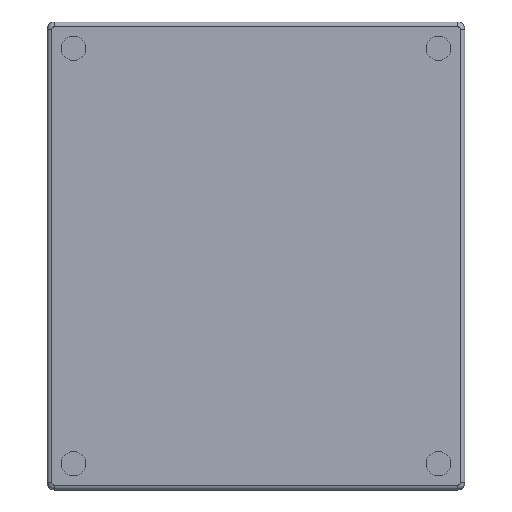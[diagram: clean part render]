
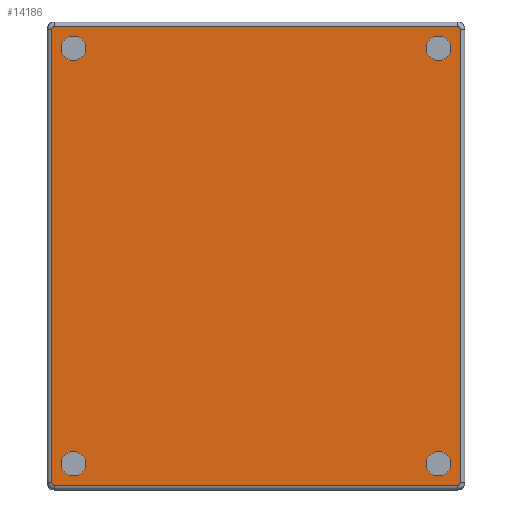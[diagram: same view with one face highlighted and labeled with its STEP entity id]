
A CAD part, front view. The second image highlights one B-rep face of the part: STEP entity #14186.
In plain terms, the highlighted planar face has unit normal (0, -1, 0).
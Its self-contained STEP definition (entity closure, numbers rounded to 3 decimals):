
#143=FACE_BOUND('',#2737,.T.);
#144=FACE_BOUND('',#2738,.T.);
#145=FACE_BOUND('',#2739,.T.);
#146=FACE_BOUND('',#2740,.T.);
#1060=CIRCLE('',#15476,21.);
#1062=CIRCLE('',#15480,21.);
#1064=CIRCLE('',#15484,21.);
#1066=CIRCLE('',#15488,21.);
#1068=CIRCLE('',#15491,4.5);
#1074=CIRCLE('',#15498,4.5);
#1078=CIRCLE('',#15503,4.5);
#1082=CIRCLE('',#15508,4.5);
#1853=FACE_OUTER_BOUND('',#2736,.T.);
#2736=EDGE_LOOP('',(#12267,#12268,#12269,#12270,#12271,#12272,#12273,#12274));
#2737=EDGE_LOOP('',(#12275));
#2738=EDGE_LOOP('',(#12276));
#2739=EDGE_LOOP('',(#12277));
#2740=EDGE_LOOP('',(#12278));
#4020=LINE('',#25877,#5299);
#4022=LINE('',#25897,#5301);
#4024=LINE('',#25917,#5303);
#4025=LINE('',#25933,#5304);
#5299=VECTOR('',#19341,10.);
#5301=VECTOR('',#19353,10.);
#5303=VECTOR('',#19365,10.);
#5304=VECTOR('',#19374,10.);
#6531=VERTEX_POINT('',#25830);
#6533=VERTEX_POINT('',#25837);
#6535=VERTEX_POINT('',#25844);
#6537=VERTEX_POINT('',#25851);
#6539=VERTEX_POINT('',#25865);
#6540=VERTEX_POINT('',#25867);
#6542=VERTEX_POINT('',#25873);
#6544=VERTEX_POINT('',#25887);
#6546=VERTEX_POINT('',#25893);
#6548=VERTEX_POINT('',#25907);
#6550=VERTEX_POINT('',#25913);
#6552=VERTEX_POINT('',#25927);
#8440=EDGE_CURVE('',#6531,#6531,#1060,.T.);
#8443=EDGE_CURVE('',#6533,#6533,#1062,.T.);
#8446=EDGE_CURVE('',#6535,#6535,#1064,.T.);
#8449=EDGE_CURVE('',#6537,#6537,#1066,.T.);
#8451=EDGE_CURVE('',#6539,#6540,#1068,.T.);
#8456=EDGE_CURVE('',#6540,#6542,#4020,.T.);
#8459=EDGE_CURVE('',#6542,#6544,#1074,.T.);
#8462=EDGE_CURVE('',#6544,#6546,#4022,.T.);
#8465=EDGE_CURVE('',#6546,#6548,#1078,.T.);
#8468=EDGE_CURVE('',#6548,#6550,#4024,.T.);
#8471=EDGE_CURVE('',#6550,#6552,#1082,.T.);
#8472=EDGE_CURVE('',#6552,#6539,#4025,.T.);
#12267=ORIENTED_EDGE('',*,*,#8451,.F.);
#12268=ORIENTED_EDGE('',*,*,#8472,.F.);
#12269=ORIENTED_EDGE('',*,*,#8471,.F.);
#12270=ORIENTED_EDGE('',*,*,#8468,.F.);
#12271=ORIENTED_EDGE('',*,*,#8465,.F.);
#12272=ORIENTED_EDGE('',*,*,#8462,.F.);
#12273=ORIENTED_EDGE('',*,*,#8459,.F.);
#12274=ORIENTED_EDGE('',*,*,#8456,.F.);
#12275=ORIENTED_EDGE('',*,*,#8440,.T.);
#12276=ORIENTED_EDGE('',*,*,#8443,.T.);
#12277=ORIENTED_EDGE('',*,*,#8446,.T.);
#12278=ORIENTED_EDGE('',*,*,#8449,.T.);
#12818=PLANE('',#15514);
#14186=ADVANCED_FACE('',(#1853,#143,#144,#145,#146),#12818,.F.);
#15476=AXIS2_PLACEMENT_3D('',#25832,#19297,#19298);
#15480=AXIS2_PLACEMENT_3D('',#25839,#19306,#19307);
#15484=AXIS2_PLACEMENT_3D('',#25846,#19315,#19316);
#15488=AXIS2_PLACEMENT_3D('',#25853,#19324,#19325);
#15491=AXIS2_PLACEMENT_3D('',#25868,#19330,#19331);
#15498=AXIS2_PLACEMENT_3D('',#25891,#19346,#19347);
#15503=AXIS2_PLACEMENT_3D('',#25911,#19358,#19359);
#15508=AXIS2_PLACEMENT_3D('',#25931,#19370,#19371);
#15514=AXIS2_PLACEMENT_3D('',#25944,#19389,#19390);
#19297=DIRECTION('center_axis',(0.,1.,0.));
#19298=DIRECTION('ref_axis',(-1.,0.,0.));
#19306=DIRECTION('center_axis',(0.,1.,0.));
#19307=DIRECTION('ref_axis',(-1.,0.,0.));
#19315=DIRECTION('center_axis',(0.,1.,0.));
#19316=DIRECTION('ref_axis',(-1.,0.,0.));
#19324=DIRECTION('center_axis',(0.,1.,0.));
#19325=DIRECTION('ref_axis',(-1.,0.,0.));
#19330=DIRECTION('center_axis',(0.,1.,0.));
#19331=DIRECTION('ref_axis',(-0.707,0.,0.707));
#19341=DIRECTION('',(1.,0.,0.));
#19346=DIRECTION('center_axis',(0.,1.,0.));
#19347=DIRECTION('ref_axis',(0.707,0.,0.707));
#19353=DIRECTION('',(0.,0.,-1.));
#19358=DIRECTION('center_axis',(0.,1.,0.));
#19359=DIRECTION('ref_axis',(0.707,0.,-0.707));
#19365=DIRECTION('',(-1.,0.,0.));
#19370=DIRECTION('center_axis',(0.,1.,0.));
#19371=DIRECTION('ref_axis',(-0.707,0.,-0.707));
#19374=DIRECTION('',(0.,0.,1.));
#19389=DIRECTION('center_axis',(0.,1.,0.));
#19390=DIRECTION('ref_axis',(0.,0.,1.));
#25830=CARTESIAN_POINT('',(-291.,0.,355.));
#25832=CARTESIAN_POINT('Origin',(-312.,0.,355.));
#25837=CARTESIAN_POINT('',(-291.,0.,-355.));
#25839=CARTESIAN_POINT('Origin',(-312.,0.,-355.));
#25844=CARTESIAN_POINT('',(333.,0.,-355.));
#25846=CARTESIAN_POINT('Origin',(312.,0.,-355.));
#25851=CARTESIAN_POINT('',(333.,0.,355.));
#25853=CARTESIAN_POINT('Origin',(312.,0.,355.));
#25865=CARTESIAN_POINT('',(-349.,0.,387.5));
#25867=CARTESIAN_POINT('',(-344.5,0.,392.));
#25868=CARTESIAN_POINT('Origin',(-344.5,0.,387.5));
#25873=CARTESIAN_POINT('',(344.5,0.,392.));
#25877=CARTESIAN_POINT('',(-178.5,0.,392.));
#25887=CARTESIAN_POINT('',(349.,0.,387.5));
#25891=CARTESIAN_POINT('Origin',(344.5,0.,387.5));
#25893=CARTESIAN_POINT('',(349.,0.,-387.5));
#25897=CARTESIAN_POINT('',(349.,0.,200.));
#25907=CARTESIAN_POINT('',(344.5,0.,-392.));
#25911=CARTESIAN_POINT('Origin',(344.5,0.,-387.5));
#25913=CARTESIAN_POINT('',(-344.5,0.,-392.));
#25917=CARTESIAN_POINT('',(178.5,0.,-392.));
#25927=CARTESIAN_POINT('',(-349.,0.,-387.5));
#25931=CARTESIAN_POINT('Origin',(-344.5,0.,-387.5));
#25933=CARTESIAN_POINT('',(-349.,0.,-200.));
#25944=CARTESIAN_POINT('Origin',(0.,0.,0.));
